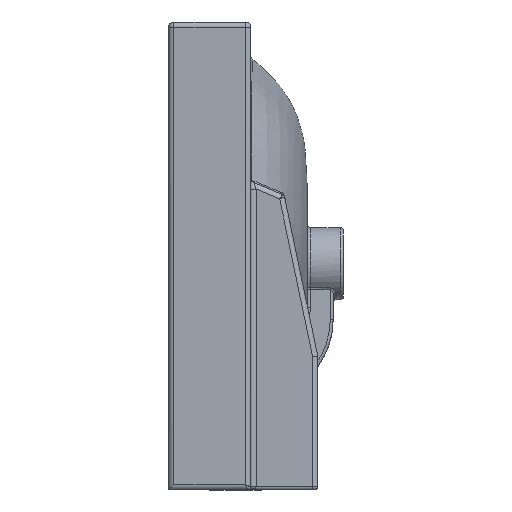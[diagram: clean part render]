
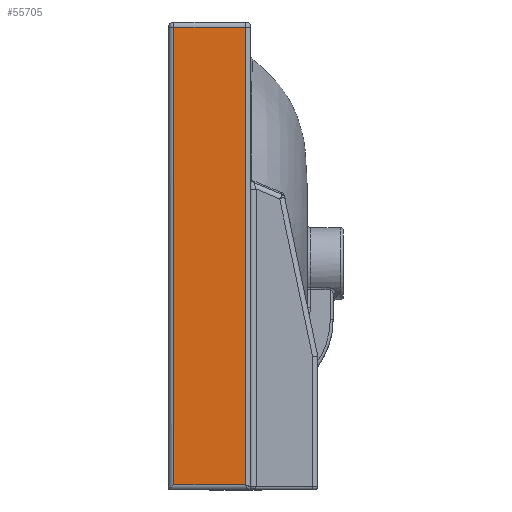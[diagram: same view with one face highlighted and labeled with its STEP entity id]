
A CAD part, left-side view. The second image highlights one B-rep face of the part: STEP entity #55705.
In plain terms, the highlighted planar face has unit normal (-1, 0, 0).
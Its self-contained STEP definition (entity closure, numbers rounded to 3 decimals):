
#1641 = DIRECTION ( 'NONE',  ( 0., -1., 0. ) ) ;
#4330 = VERTEX_POINT ( 'NONE', #74952 ) ;
#6590 = DIRECTION ( 'NONE',  ( 0., 0., 1. ) ) ;
#7869 = EDGE_CURVE ( 'NONE', #51328, #4330, #61958, .T. ) ;
#8379 = VECTOR ( 'NONE', #1641, 1000. ) ;
#9655 = VECTOR ( 'NONE', #6590, 1000. ) ;
#11030 = CARTESIAN_POINT ( 'NONE',  ( -365., 115., 227.5 ) ) ;
#11446 = DIRECTION ( 'NONE',  ( 1., 0., 0. ) ) ;
#12251 = EDGE_CURVE ( 'NONE', #4330, #41763, #65241, .T. ) ;
#13330 = ORIENTED_EDGE ( 'NONE', *, *, #73551, .T. ) ;
#15135 = CARTESIAN_POINT ( 'NONE',  ( -365., 115., -222.5 ) ) ;
#17499 = DIRECTION ( 'NONE',  ( 0., 0., -1. ) ) ;
#26379 = VECTOR ( 'NONE', #78897, 1000. ) ;
#26616 = VECTOR ( 'NONE', #28467, 1000. ) ;
#28467 = DIRECTION ( 'NONE',  ( 0., 1., 0. ) ) ;
#29266 = CARTESIAN_POINT ( 'NONE',  ( -365., 120., 222.5 ) ) ;
#35291 = VERTEX_POINT ( 'NONE', #15135 ) ;
#36495 = FACE_OUTER_BOUND ( 'NONE', #66541, .T. ) ;
#38432 = CARTESIAN_POINT ( 'NONE',  ( -365., 43., -222.5 ) ) ;
#41763 = VERTEX_POINT ( 'NONE', #55609 ) ;
#51328 = VERTEX_POINT ( 'NONE', #66258 ) ;
#52728 = EDGE_CURVE ( 'NONE', #41763, #35291, #54254, .T. ) ;
#54254 = LINE ( 'NONE', #11030, #26379 ) ;
#55609 = CARTESIAN_POINT ( 'NONE',  ( -365., 115., 222.5 ) ) ;
#55705 = ADVANCED_FACE ( 'NONE', ( #36495 ), #72849, .F. ) ;
#61958 = LINE ( 'NONE', #73678, #9655 ) ;
#63073 = LINE ( 'NONE', #38432, #8379 ) ;
#65241 = LINE ( 'NONE', #29266, #26616 ) ;
#66258 = CARTESIAN_POINT ( 'NONE',  ( -365., 45., -222.5 ) ) ;
#66541 = EDGE_LOOP ( 'NONE', ( #13330, #73110, #77960, #67753 ) ) ;
#67753 = ORIENTED_EDGE ( 'NONE', *, *, #52728, .T. ) ;
#68952 = AXIS2_PLACEMENT_3D ( 'NONE', #78515, #11446, #17499 ) ;
#72849 = PLANE ( 'NONE',  #68952 ) ;
#73110 = ORIENTED_EDGE ( 'NONE', *, *, #7869, .T. ) ;
#73551 = EDGE_CURVE ( 'NONE', #35291, #51328, #63073, .T. ) ;
#73678 = CARTESIAN_POINT ( 'NONE',  ( -365., 45., 227.5 ) ) ;
#74952 = CARTESIAN_POINT ( 'NONE',  ( -365., 45., 222.5 ) ) ;
#77960 = ORIENTED_EDGE ( 'NONE', *, *, #12251, .T. ) ;
#78515 = CARTESIAN_POINT ( 'NONE',  ( -365., 120., 227.5 ) ) ;
#78897 = DIRECTION ( 'NONE',  ( 0., 0., -1. ) ) ;
